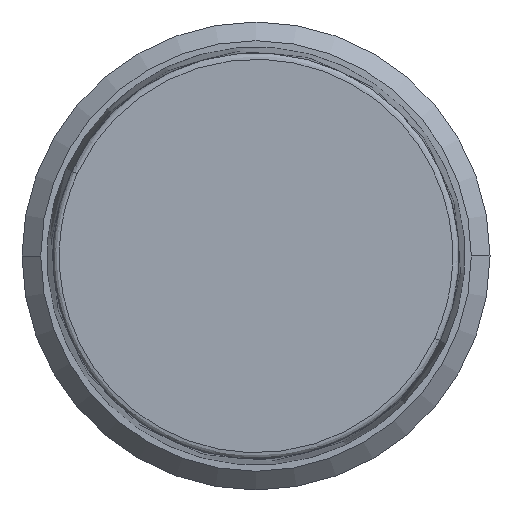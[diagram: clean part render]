
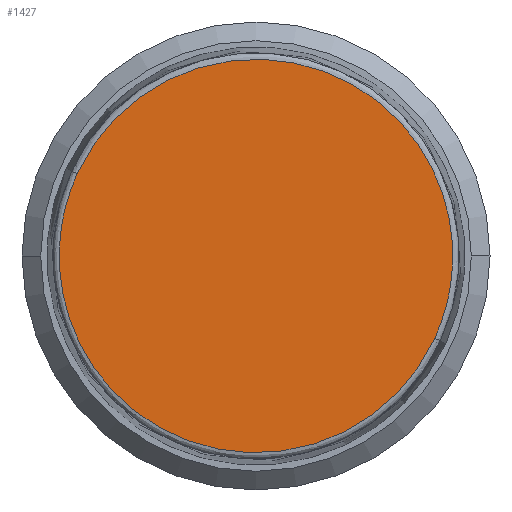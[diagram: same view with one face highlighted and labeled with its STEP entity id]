
A CAD part, left-side view. The second image highlights one B-rep face of the part: STEP entity #1427.
In plain terms, the highlighted planar face has unit normal (-1, 0, 0).
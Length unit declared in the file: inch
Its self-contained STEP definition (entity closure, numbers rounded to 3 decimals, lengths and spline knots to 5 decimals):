
#25 =( BOUNDED_CURVE ( )  B_SPLINE_CURVE ( 3, ( #1347, #505, #1502, #1783 ),
 .UNSPECIFIED., .F., .F. ) 
 B_SPLINE_CURVE_WITH_KNOTS ( ( 4, 4 ),
 ( 0., 0.5 ),
 .UNSPECIFIED. ) 
 CURVE ( )  GEOMETRIC_REPRESENTATION_ITEM ( )  RATIONAL_B_SPLINE_CURVE ( ( 1., 0.333, 0.333, 1. ) ) 
 REPRESENTATION_ITEM ( '' )  );
#153 = DIRECTION ( 'NONE',  ( 0., -0.909, -0.418 ) ) ;
#275 = CARTESIAN_POINT ( 'NONE',  ( -0.47244, -0.86599, 0.69499 ) ) ;
#423 = CARTESIAN_POINT ( 'NONE',  ( -0.47244, 0.0364, 1.10979 ) ) ;
#505 = CARTESIAN_POINT ( 'NONE',  ( -0.47244, -0.0364, -1.10979 ) ) ;
#648 =( BOUNDED_CURVE ( )  B_SPLINE_CURVE ( 3, ( #1240, #423, #275, #1407 ),
 .UNSPECIFIED., .F., .F. ) 
 B_SPLINE_CURVE_WITH_KNOTS ( ( 4, 4 ),
 ( 0.5, 1. ),
 .UNSPECIFIED. ) 
 CURVE ( )  GEOMETRIC_REPRESENTATION_ITEM ( )  RATIONAL_B_SPLINE_CURVE ( ( 1., 0.333, 0.333, 1. ) ) 
 REPRESENTATION_ITEM ( '' )  );
#693 = CARTESIAN_POINT ( 'NONE',  ( -0.47244, -0.4512, -0.2074 ) ) ;
#825 = VERTEX_POINT ( 'NONE', #1393 ) ;
#1056 = EDGE_CURVE ( 'NONE', #825, #1738, #648, .T. ) ;
#1108 = PLANE ( 'NONE',  #1399 ) ;
#1193 = EDGE_CURVE ( 'NONE', #1738, #825, #25, .T. ) ;
#1234 = DIRECTION ( 'NONE',  ( -1., 0., 0. ) ) ;
#1240 = CARTESIAN_POINT ( 'NONE',  ( -0.47244, 0.4512, 0.2074 ) ) ;
#1287 = ORIENTED_EDGE ( 'NONE', *, *, #1056, .F. ) ;
#1347 = CARTESIAN_POINT ( 'NONE',  ( -0.47244, -0.4512, -0.2074 ) ) ;
#1393 = CARTESIAN_POINT ( 'NONE',  ( -0.47244, 0.4512, 0.2074 ) ) ;
#1399 = AXIS2_PLACEMENT_3D ( 'NONE', #1791, #1234, #153 ) ;
#1407 = CARTESIAN_POINT ( 'NONE',  ( -0.47244, -0.4512, -0.2074 ) ) ;
#1422 = EDGE_LOOP ( 'NONE', ( #1641, #1287 ) ) ;
#1427 = ADVANCED_FACE ( 'NONE', ( #1759 ), #1108, .T. ) ;
#1502 = CARTESIAN_POINT ( 'NONE',  ( -0.47244, 0.86599, -0.69499 ) ) ;
#1641 = ORIENTED_EDGE ( 'NONE', *, *, #1193, .F. ) ;
#1738 = VERTEX_POINT ( 'NONE', #693 ) ;
#1759 = FACE_OUTER_BOUND ( 'NONE', #1422, .T. ) ;
#1783 = CARTESIAN_POINT ( 'NONE',  ( -0.47244, 0.4512, 0.2074 ) ) ;
#1791 = CARTESIAN_POINT ( 'NONE',  ( -0.47244, 0., 0. ) ) ;
